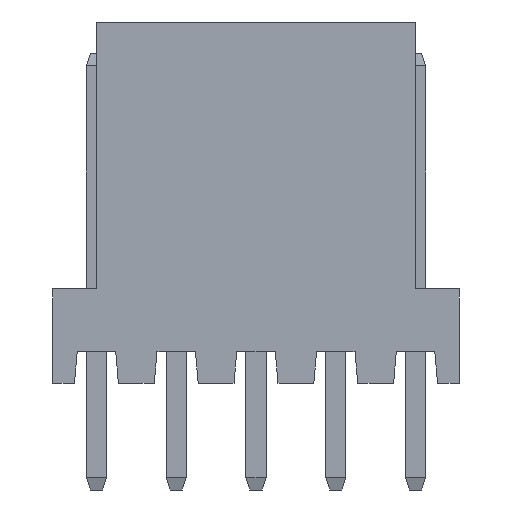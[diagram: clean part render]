
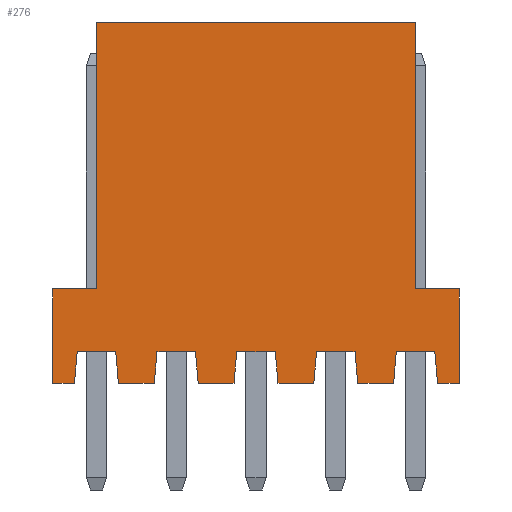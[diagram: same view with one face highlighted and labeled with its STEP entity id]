
A CAD part, front view. The second image highlights one B-rep face of the part: STEP entity #276.
In plain terms, the highlighted planar face has unit normal (0, -1, 0).
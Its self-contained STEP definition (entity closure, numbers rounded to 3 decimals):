
#276=ADVANCED_FACE('',(#717),#719,.T.);
#717=FACE_BOUND('',#718,.T.);
#718=EDGE_LOOP('',(#1060,#1061,#1062,#1063,#1064,#1065,#1066,#1067,#1068,#1069,#1070,
#1071,#1072,#1073,#1074,#1075,#1076,#1077,#1078,#1079,#1080,#1081,#1082,#1083,#1084,
#1085,#1086,#1087));
#719=PLANE('',#720);
#720=AXIS2_PLACEMENT_3D('',#721,#722,#723);
#721=CARTESIAN_POINT('',(11.555,-2.6,0.));
#722=DIRECTION('',(0.,-1.,0.));
#723=DIRECTION('',(0.,0.,1.));
#1060=ORIENTED_EDGE('',*,*,#1314,.T.);
#1061=ORIENTED_EDGE('',*,*,#1315,.T.);
#1062=ORIENTED_EDGE('',*,*,#1316,.T.);
#1063=ORIENTED_EDGE('',*,*,#1317,.F.);
#1064=ORIENTED_EDGE('',*,*,#1318,.T.);
#1065=ORIENTED_EDGE('',*,*,#1319,.T.);
#1066=ORIENTED_EDGE('',*,*,#1320,.T.);
#1067=ORIENTED_EDGE('',*,*,#1321,.F.);
#1068=ORIENTED_EDGE('',*,*,#1322,.T.);
#1069=ORIENTED_EDGE('',*,*,#1323,.T.);
#1070=ORIENTED_EDGE('',*,*,#1324,.T.);
#1071=ORIENTED_EDGE('',*,*,#1325,.F.);
#1072=ORIENTED_EDGE('',*,*,#1326,.T.);
#1073=ORIENTED_EDGE('',*,*,#1327,.T.);
#1074=ORIENTED_EDGE('',*,*,#1328,.T.);
#1075=ORIENTED_EDGE('',*,*,#1329,.F.);
#1076=ORIENTED_EDGE('',*,*,#1330,.T.);
#1077=ORIENTED_EDGE('',*,*,#1331,.T.);
#1078=ORIENTED_EDGE('',*,*,#1332,.T.);
#1079=ORIENTED_EDGE('',*,*,#1333,.T.);
#1080=ORIENTED_EDGE('',*,*,#1334,.T.);
#1081=ORIENTED_EDGE('',*,*,#1335,.T.);
#1082=ORIENTED_EDGE('',*,*,#1336,.F.);
#1083=ORIENTED_EDGE('',*,*,#1337,.F.);
#1084=ORIENTED_EDGE('',*,*,#1338,.T.);
#1085=ORIENTED_EDGE('',*,*,#1339,.T.);
#1086=ORIENTED_EDGE('',*,*,#1340,.T.);
#1087=ORIENTED_EDGE('',*,*,#1341,.F.);
#1314=EDGE_CURVE('',#1441,#1442,#1443,.F.);
#1315=EDGE_CURVE('',#1442,#1444,#1445,.F.);
#1316=EDGE_CURVE('',#1444,#1446,#1447,.F.);
#1317=EDGE_CURVE('',#1448,#1446,#1449,.T.);
#1318=EDGE_CURVE('',#1448,#1450,#1451,.F.);
#1319=EDGE_CURVE('',#1450,#1452,#1453,.F.);
#1320=EDGE_CURVE('',#1452,#1454,#1455,.F.);
#1321=EDGE_CURVE('',#1456,#1454,#1457,.T.);
#1322=EDGE_CURVE('',#1456,#1458,#1459,.F.);
#1323=EDGE_CURVE('',#1458,#1460,#1461,.F.);
#1324=EDGE_CURVE('',#1460,#1462,#1463,.F.);
#1325=EDGE_CURVE('',#1464,#1462,#1465,.T.);
#1326=EDGE_CURVE('',#1464,#1466,#1467,.F.);
#1327=EDGE_CURVE('',#1466,#1468,#1469,.F.);
#1328=EDGE_CURVE('',#1468,#1470,#1471,.F.);
#1329=EDGE_CURVE('',#1472,#1470,#1473,.T.);
#1330=EDGE_CURVE('',#1472,#1474,#1475,.T.);
#1331=EDGE_CURVE('',#1474,#1476,#1477,.F.);
#1332=EDGE_CURVE('',#1476,#1478,#1479,.F.);
#1333=EDGE_CURVE('',#1478,#1480,#1481,.T.);
#1334=EDGE_CURVE('',#1480,#1482,#1483,.F.);
#1335=EDGE_CURVE('',#1482,#1484,#1485,.F.);
#1336=EDGE_CURVE('',#1486,#1484,#1487,.T.);
#1337=EDGE_CURVE('',#1488,#1486,#1489,.T.);
#1338=EDGE_CURVE('',#1488,#1490,#1491,.F.);
#1339=EDGE_CURVE('',#1490,#1492,#1493,.F.);
#1340=EDGE_CURVE('',#1492,#1494,#1495,.F.);
#1341=EDGE_CURVE('',#1441,#1494,#1496,.T.);
#1441=VERTEX_POINT('',#1650);
#1442=VERTEX_POINT('',#1651);
#1443=LINE('',#1652,#1653);
#1444=VERTEX_POINT('',#1655);
#1445=LINE('',#1656,#1657);
#1446=VERTEX_POINT('',#1659);
#1447=LINE('',#1660,#1661);
#1448=VERTEX_POINT('',#1663);
#1449=LINE('',#1664,#1665);
#1450=VERTEX_POINT('',#1667);
#1451=LINE('',#1668,#1669);
#1452=VERTEX_POINT('',#1671);
#1453=LINE('',#1672,#1673);
#1454=VERTEX_POINT('',#1675);
#1455=LINE('',#1676,#1677);
#1456=VERTEX_POINT('',#1679);
#1457=LINE('',#1680,#1681);
#1458=VERTEX_POINT('',#1683);
#1459=LINE('',#1684,#1685);
#1460=VERTEX_POINT('',#1687);
#1461=LINE('',#1688,#1689);
#1462=VERTEX_POINT('',#1691);
#1463=LINE('',#1692,#1693);
#1464=VERTEX_POINT('',#1695);
#1465=LINE('',#1696,#1697);
#1466=VERTEX_POINT('',#1699);
#1467=LINE('',#1700,#1701);
#1468=VERTEX_POINT('',#1703);
#1469=LINE('',#1704,#1705);
#1470=VERTEX_POINT('',#1707);
#1471=LINE('',#1708,#1709);
#1472=VERTEX_POINT('',#1711);
#1473=LINE('',#1712,#1713);
#1474=VERTEX_POINT('',#1715);
#1475=LINE('',#1716,#1717);
#1476=VERTEX_POINT('',#1719);
#1477=LINE('',#1720,#1721);
#1478=VERTEX_POINT('',#1723);
#1479=LINE('',#1724,#1725);
#1480=VERTEX_POINT('',#1727);
#1481=LINE('',#1728,#1729);
#1482=VERTEX_POINT('',#1731);
#1483=LINE('',#1732,#1733);
#1484=VERTEX_POINT('',#1735);
#1485=LINE('',#1736,#1737);
#1486=VERTEX_POINT('',#1739);
#1487=LINE('',#1740,#1741);
#1488=VERTEX_POINT('',#1743);
#1489=LINE('',#1744,#1745);
#1490=VERTEX_POINT('',#1747);
#1491=LINE('',#1748,#1749);
#1492=VERTEX_POINT('',#1751);
#1493=LINE('',#1752,#1753);
#1494=VERTEX_POINT('',#1755);
#1495=LINE('',#1756,#1757);
#1496=LINE('',#1759,#1760);
#1650=CARTESIAN_POINT('',(1.84,-2.6,0.));
#1651=CARTESIAN_POINT('',(1.927,-2.6,1.));
#1652=CARTESIAN_POINT('',(1.927,-2.6,1.));
#1653=VECTOR('',#1654,1.);
#1654=DIRECTION('',(-0.087,0.,-0.996));
#1655=CARTESIAN_POINT('',(3.153,-2.6,1.));
#1656=CARTESIAN_POINT('',(3.153,-2.6,1.));
#1657=VECTOR('',#1658,1.);
#1658=DIRECTION('',(-1.,0.,0.));
#1659=CARTESIAN_POINT('',(3.24,-2.6,0.));
#1660=CARTESIAN_POINT('',(3.24,-2.6,0.));
#1661=VECTOR('',#1662,1.);
#1662=DIRECTION('',(-0.087,0.,0.996));
#1663=CARTESIAN_POINT('',(4.38,-2.6,0.));
#1664=CARTESIAN_POINT('',(4.38,-2.6,0.));
#1665=VECTOR('',#1666,1.);
#1666=DIRECTION('',(-1.,0.,0.));
#1667=CARTESIAN_POINT('',(4.467,-2.6,1.));
#1668=CARTESIAN_POINT('',(4.467,-2.6,1.));
#1669=VECTOR('',#1670,1.);
#1670=DIRECTION('',(-0.087,0.,-0.996));
#1671=CARTESIAN_POINT('',(5.693,-2.6,1.));
#1672=CARTESIAN_POINT('',(5.693,-2.6,1.));
#1673=VECTOR('',#1674,1.);
#1674=DIRECTION('',(-1.,0.,0.));
#1675=CARTESIAN_POINT('',(5.78,-2.6,0.));
#1676=CARTESIAN_POINT('',(5.78,-2.6,0.));
#1677=VECTOR('',#1678,1.);
#1678=DIRECTION('',(-0.087,0.,0.996));
#1679=CARTESIAN_POINT('',(6.92,-2.6,0.));
#1680=CARTESIAN_POINT('',(6.92,-2.6,0.));
#1681=VECTOR('',#1682,1.);
#1682=DIRECTION('',(-1.,0.,0.));
#1683=CARTESIAN_POINT('',(7.007,-2.6,1.));
#1684=CARTESIAN_POINT('',(7.007,-2.6,1.));
#1685=VECTOR('',#1686,1.);
#1686=DIRECTION('',(-0.087,0.,-0.996));
#1687=CARTESIAN_POINT('',(8.233,-2.6,1.));
#1688=CARTESIAN_POINT('',(8.233,-2.6,1.));
#1689=VECTOR('',#1690,1.);
#1690=DIRECTION('',(-1.,0.,0.));
#1691=CARTESIAN_POINT('',(8.32,-2.6,0.));
#1692=CARTESIAN_POINT('',(8.32,-2.6,0.));
#1693=VECTOR('',#1694,1.);
#1694=DIRECTION('',(-0.087,0.,0.996));
#1695=CARTESIAN_POINT('',(9.46,-2.6,0.));
#1696=CARTESIAN_POINT('',(9.46,-2.6,0.));
#1697=VECTOR('',#1698,1.);
#1698=DIRECTION('',(-1.,0.,0.));
#1699=CARTESIAN_POINT('',(9.547,-2.6,1.));
#1700=CARTESIAN_POINT('',(9.547,-2.6,1.));
#1701=VECTOR('',#1702,1.);
#1702=DIRECTION('',(-0.087,0.,-0.996));
#1703=CARTESIAN_POINT('',(10.773,-2.6,1.));
#1704=CARTESIAN_POINT('',(10.773,-2.6,1.));
#1705=VECTOR('',#1706,1.);
#1706=DIRECTION('',(-1.,0.,0.));
#1707=CARTESIAN_POINT('',(10.86,-2.6,0.));
#1708=CARTESIAN_POINT('',(10.86,-2.6,0.));
#1709=VECTOR('',#1710,1.);
#1710=DIRECTION('',(-0.087,0.,0.996));
#1711=CARTESIAN_POINT('',(11.555,-2.6,0.));
#1712=CARTESIAN_POINT('',(11.555,-2.6,0.));
#1713=VECTOR('',#1714,1.);
#1714=DIRECTION('',(-1.,0.,0.));
#1715=CARTESIAN_POINT('',(11.555,-2.6,3.));
#1716=CARTESIAN_POINT('',(11.555,-2.6,0.));
#1717=VECTOR('',#1718,1.);
#1718=DIRECTION('',(0.,0.,1.));
#1719=CARTESIAN_POINT('',(10.16,-2.6,3.));
#1720=CARTESIAN_POINT('',(10.16,-2.6,3.));
#1721=VECTOR('',#1722,1.);
#1722=DIRECTION('',(1.,0.,0.));
#1723=CARTESIAN_POINT('',(10.16,-2.6,11.5));
#1724=CARTESIAN_POINT('',(10.16,-2.6,11.5));
#1725=VECTOR('',#1726,1.);
#1726=DIRECTION('',(0.,0.,-1.));
#1727=CARTESIAN_POINT('',(0.,-2.6,11.5));
#1728=CARTESIAN_POINT('',(10.16,-2.6,11.5));
#1729=VECTOR('',#1730,1.);
#1730=DIRECTION('',(-1.,0.,0.));
#1731=CARTESIAN_POINT('',(0.,-2.6,3.));
#1732=CARTESIAN_POINT('',(0.,-2.6,3.));
#1733=VECTOR('',#1734,1.);
#1734=DIRECTION('',(0.,0.,1.));
#1735=CARTESIAN_POINT('',(-1.395,-2.6,3.));
#1736=CARTESIAN_POINT('',(-1.395,-2.6,3.));
#1737=VECTOR('',#1738,1.);
#1738=DIRECTION('',(1.,0.,0.));
#1739=CARTESIAN_POINT('',(-1.395,-2.6,0.));
#1740=CARTESIAN_POINT('',(-1.395,-2.6,0.));
#1741=VECTOR('',#1742,1.);
#1742=DIRECTION('',(0.,0.,1.));
#1743=CARTESIAN_POINT('',(-0.7,-2.6,0.));
#1744=CARTESIAN_POINT('',(-0.7,-2.6,0.));
#1745=VECTOR('',#1746,1.);
#1746=DIRECTION('',(-1.,0.,0.));
#1747=CARTESIAN_POINT('',(-0.613,-2.6,1.));
#1748=CARTESIAN_POINT('',(-0.613,-2.6,1.));
#1749=VECTOR('',#1750,1.);
#1750=DIRECTION('',(-0.087,0.,-0.996));
#1751=CARTESIAN_POINT('',(0.613,-2.6,1.));
#1752=CARTESIAN_POINT('',(0.613,-2.6,1.));
#1753=VECTOR('',#1754,1.);
#1754=DIRECTION('',(-1.,0.,0.));
#1755=CARTESIAN_POINT('',(0.7,-2.6,0.));
#1756=CARTESIAN_POINT('',(0.7,-2.6,0.));
#1757=VECTOR('',#1758,1.);
#1758=DIRECTION('',(-0.087,0.,0.996));
#1759=CARTESIAN_POINT('',(1.84,-2.6,0.));
#1760=VECTOR('',#1761,1.);
#1761=DIRECTION('',(-1.,0.,0.));
